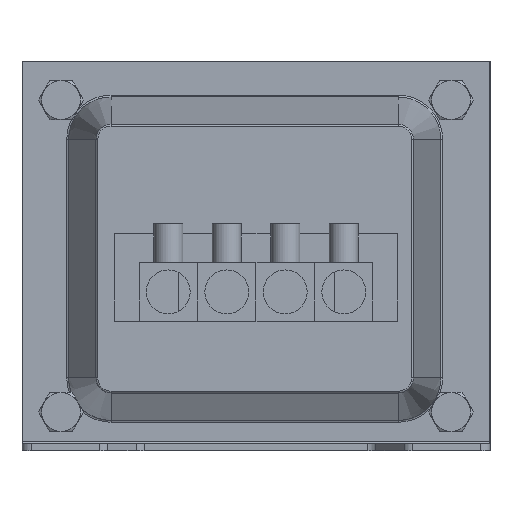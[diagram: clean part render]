
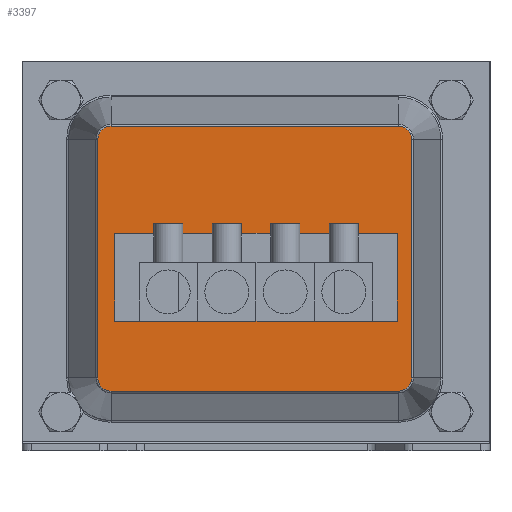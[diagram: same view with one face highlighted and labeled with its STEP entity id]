
A CAD part, front view. The second image highlights one B-rep face of the part: STEP entity #3397.
In plain terms, the highlighted face is planar.
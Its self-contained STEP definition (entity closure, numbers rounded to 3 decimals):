
#184=FACE_BOUND('',#643,.T.);
#266=PLANE('',#3883);
#428=FACE_OUTER_BOUND('',#642,.T.);
#642=EDGE_LOOP('',(#2777,#2778,#2779,#2780,#2781,#2782,#2783,#2784));
#643=EDGE_LOOP('',(#2785,#2786,#2787,#2788));
#886=LINE('',#5545,#1153);
#890=LINE('',#5553,#1157);
#893=LINE('',#5559,#1160);
#896=LINE('',#5564,#1163);
#918=LINE('',#5644,#1185);
#920=LINE('',#5664,#1187);
#923=LINE('',#5671,#1190);
#925=LINE('',#5686,#1192);
#1153=VECTOR('',#4555,10.);
#1157=VECTOR('',#4561,10.);
#1160=VECTOR('',#4566,10.);
#1163=VECTOR('',#4571,10.);
#1185=VECTOR('',#4655,10.);
#1187=VECTOR('',#4679,10.);
#1190=VECTOR('',#4686,10.);
#1192=VECTOR('',#4706,10.);
#1364=CIRCLE('',#3858,2.728);
#1368=CIRCLE('',#3863,2.728);
#1372=CIRCLE('',#3870,2.728);
#1376=CIRCLE('',#3875,2.728);
#1578=VERTEX_POINT('',#5543);
#1579=VERTEX_POINT('',#5544);
#1582=VERTEX_POINT('',#5552);
#1584=VERTEX_POINT('',#5558);
#1611=VERTEX_POINT('',#5641);
#1612=VERTEX_POINT('',#5643);
#1615=VERTEX_POINT('',#5650);
#1616=VERTEX_POINT('',#5655);
#1619=VERTEX_POINT('',#5662);
#1620=VERTEX_POINT('',#5667);
#1623=VERTEX_POINT('',#5674);
#1624=VERTEX_POINT('',#5679);
#1954=EDGE_CURVE('',#1578,#1579,#886,.T.);
#1958=EDGE_CURVE('',#1582,#1578,#890,.T.);
#1961=EDGE_CURVE('',#1584,#1582,#893,.T.);
#1964=EDGE_CURVE('',#1579,#1584,#896,.T.);
#2003=EDGE_CURVE('',#1611,#1612,#918,.T.);
#2007=EDGE_CURVE('',#1615,#1611,#1364,.T.);
#2011=EDGE_CURVE('',#1612,#1616,#1368,.T.);
#2013=EDGE_CURVE('',#1619,#1615,#920,.T.);
#2017=EDGE_CURVE('',#1616,#1620,#923,.T.);
#2019=EDGE_CURVE('',#1623,#1619,#1372,.T.);
#2023=EDGE_CURVE('',#1620,#1624,#1376,.T.);
#2025=EDGE_CURVE('',#1624,#1623,#925,.T.);
#2777=ORIENTED_EDGE('',*,*,#2003,.F.);
#2778=ORIENTED_EDGE('',*,*,#2007,.F.);
#2779=ORIENTED_EDGE('',*,*,#2013,.F.);
#2780=ORIENTED_EDGE('',*,*,#2019,.F.);
#2781=ORIENTED_EDGE('',*,*,#2025,.F.);
#2782=ORIENTED_EDGE('',*,*,#2023,.F.);
#2783=ORIENTED_EDGE('',*,*,#2017,.F.);
#2784=ORIENTED_EDGE('',*,*,#2011,.F.);
#2785=ORIENTED_EDGE('',*,*,#1954,.T.);
#2786=ORIENTED_EDGE('',*,*,#1964,.T.);
#2787=ORIENTED_EDGE('',*,*,#1961,.T.);
#2788=ORIENTED_EDGE('',*,*,#1958,.T.);
#3397=ADVANCED_FACE('',(#428,#184),#266,.T.);
#3858=AXIS2_PLACEMENT_3D('',#5652,#4663,#4664);
#3863=AXIS2_PLACEMENT_3D('',#5659,#4673,#4674);
#3870=AXIS2_PLACEMENT_3D('',#5676,#4691,#4692);
#3875=AXIS2_PLACEMENT_3D('',#5683,#4701,#4702);
#3883=AXIS2_PLACEMENT_3D('',#5705,#4726,#4727);
#4555=DIRECTION('',(0.,0.,-1.));
#4561=DIRECTION('',(-1.,0.,0.));
#4566=DIRECTION('',(0.,0.,1.));
#4571=DIRECTION('',(1.,0.,0.));
#4655=DIRECTION('',(1.,0.,0.));
#4663=DIRECTION('center_axis',(0.,-1.,0.));
#4664=DIRECTION('ref_axis',(-0.707,0.,-0.707));
#4673=DIRECTION('center_axis',(0.,-1.,0.));
#4674=DIRECTION('ref_axis',(0.707,0.,-0.707));
#4679=DIRECTION('',(0.,0.,-1.));
#4686=DIRECTION('',(0.,0.,1.));
#4691=DIRECTION('center_axis',(0.,-1.,0.));
#4692=DIRECTION('ref_axis',(-0.707,0.,0.707));
#4701=DIRECTION('center_axis',(0.,-1.,0.));
#4702=DIRECTION('ref_axis',(0.707,0.,0.707));
#4706=DIRECTION('',(-1.,0.,0.));
#4726=DIRECTION('center_axis',(0.,1.,0.));
#4727=DIRECTION('ref_axis',(0.,0.,1.));
#5543=CARTESIAN_POINT('',(-44.631,34.,77.));
#5544=CARTESIAN_POINT('',(-44.631,34.,19.));
#5545=CARTESIAN_POINT('',(-44.631,34.,62.636));
#5552=CARTESIAN_POINT('',(-26.631,34.,77.));
#5553=CARTESIAN_POINT('',(-33.041,34.,77.));
#5558=CARTESIAN_POINT('',(-26.631,34.,19.));
#5559=CARTESIAN_POINT('',(-26.631,34.,33.636));
#5564=CARTESIAN_POINT('',(-42.041,34.,19.));
#5641=CARTESIAN_POINT('',(-63.903,34.,16.091));
#5643=CARTESIAN_POINT('',(-14.999,34.,16.091));
#5644=CARTESIAN_POINT('',(-27.225,34.,16.091));
#5650=CARTESIAN_POINT('',(-66.631,34.,18.819));
#5652=CARTESIAN_POINT('Origin',(-63.903,34.,18.819));
#5655=CARTESIAN_POINT('',(-12.27,34.,18.819));
#5659=CARTESIAN_POINT('Origin',(-14.999,34.,18.819));
#5662=CARTESIAN_POINT('',(-66.631,34.,77.723));
#5664=CARTESIAN_POINT('',(-66.631,34.,33.545));
#5667=CARTESIAN_POINT('',(-12.27,34.,77.723));
#5671=CARTESIAN_POINT('',(-12.27,34.,62.997));
#5674=CARTESIAN_POINT('',(-63.903,34.,80.452));
#5676=CARTESIAN_POINT('Origin',(-63.903,34.,77.723));
#5679=CARTESIAN_POINT('',(-14.999,34.,80.452));
#5683=CARTESIAN_POINT('Origin',(-14.999,34.,77.723));
#5686=CARTESIAN_POINT('',(-51.677,34.,80.452));
#5705=CARTESIAN_POINT('Origin',(-39.451,34.,48.271));
